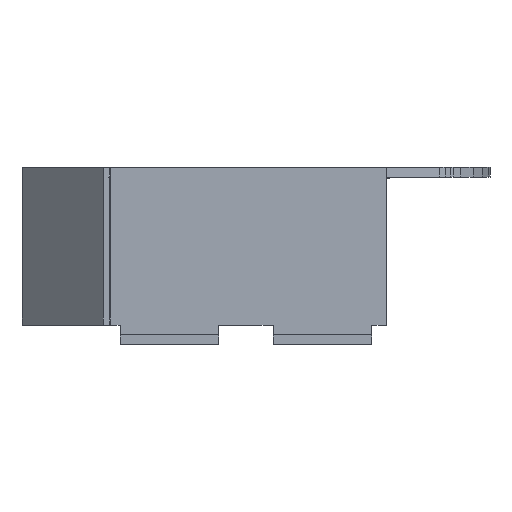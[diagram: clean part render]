
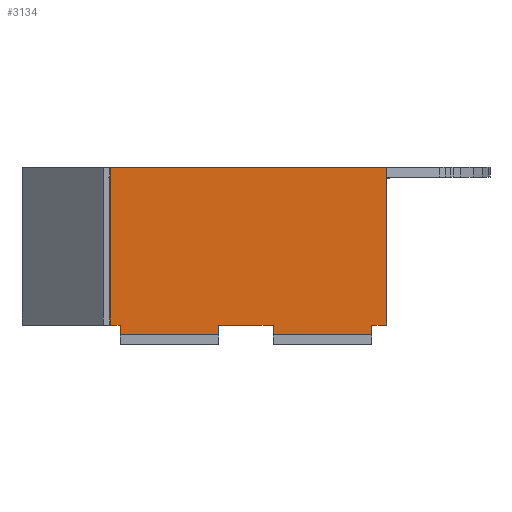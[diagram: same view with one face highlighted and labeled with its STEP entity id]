
A CAD part, left-side view. The second image highlights one B-rep face of the part: STEP entity #3134.
In plain terms, the highlighted planar face has unit normal (-1, 0, 0).
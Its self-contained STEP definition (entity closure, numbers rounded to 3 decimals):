
#88=VECTOR('',#89,1.);
#89=DIRECTION('',(0.,1.,0.));
#1514=VECTOR('',#1515,1.);
#1515=DIRECTION('',(0.,0.,-1.));
#1522=VECTOR('',#1523,1.);
#1523=DIRECTION('',(0.,0.,1.));
#1529=VECTOR('',#1530,1.);
#1530=DIRECTION('',(-0.,-1.,0.));
#1575=DIRECTION('',(-1.,-0.,0.));
#2538=VERTEX_POINT('',#2539);
#2539=CARTESIAN_POINT('',(-6.75,2.75,3.6));
#2543=EDGE_CURVE('',#2538,#2544,#2546,.T.);
#2544=VERTEX_POINT('',#2545);
#2545=CARTESIAN_POINT('',(-6.75,2.75,0.4));
#2546=LINE('',#2539,#1514);
#2558=EDGE_CURVE('',#2544,#2559,#2561,.T.);
#2559=VERTEX_POINT('',#2560);
#2560=CARTESIAN_POINT('',(-6.75,2.55,0.4));
#2561=LINE('',#2545,#1529);
#2572=EDGE_CURVE('',#2559,#2573,#2575,.T.);
#2573=VERTEX_POINT('',#2574);
#2574=CARTESIAN_POINT('',(-6.75,2.55,0.2));
#2575=LINE('',#2560,#1514);
#2606=VERTEX_POINT('',#2607);
#2607=CARTESIAN_POINT('',(-6.75,0.55,0.2));
#2610=EDGE_CURVE('',#2606,#2611,#2613,.T.);
#2611=VERTEX_POINT('',#2612);
#2612=CARTESIAN_POINT('',(-6.75,0.55,0.4));
#2613=LINE('',#2614,#1522);
#2614=CARTESIAN_POINT('',(-6.75,0.55,0.));
#2625=EDGE_CURVE('',#2611,#2626,#2628,.T.);
#2626=VERTEX_POINT('',#2627);
#2627=CARTESIAN_POINT('',(-6.75,-0.55,0.4));
#2628=LINE('',#2612,#1529);
#2639=EDGE_CURVE('',#2626,#2640,#2642,.T.);
#2640=VERTEX_POINT('',#2641);
#2641=CARTESIAN_POINT('',(-6.75,-0.55,0.2));
#2642=LINE('',#2627,#1514);
#2673=VERTEX_POINT('',#2674);
#2674=CARTESIAN_POINT('',(-6.75,-2.55,0.2));
#2677=EDGE_CURVE('',#2673,#2678,#2680,.T.);
#2678=VERTEX_POINT('',#2679);
#2679=CARTESIAN_POINT('',(-6.75,-2.55,0.4));
#2680=LINE('',#2681,#1522);
#2681=CARTESIAN_POINT('',(-6.75,-2.55,0.));
#2692=EDGE_CURVE('',#2678,#2693,#2695,.T.);
#2693=VERTEX_POINT('',#2694);
#2694=CARTESIAN_POINT('',(-6.75,-2.85,0.4));
#2695=LINE('',#2679,#1529);
#2706=EDGE_CURVE('',#2693,#2707,#2709,.T.);
#2707=VERTEX_POINT('',#2708);
#2708=CARTESIAN_POINT('',(-6.75,-2.85,3.6));
#2709=LINE('',#2694,#1522);
#3121=EDGE_CURVE('',#2707,#2538,#3122,.T.);
#3122=LINE('',#2708,#88);
#3134=ADVANCED_FACE('',(#3135),#3153,.T.);
#3135=FACE_BOUND('',#3136,.F.);
#3136=EDGE_LOOP('',(#3137,#3138,#3139,#3140,#3141,#3142,#3145,#3146,    #3147,#3148,#3151,#3152));
#3137=ORIENTED_EDGE('',*,*,#2543,.F.);
#3138=ORIENTED_EDGE('',*,*,#3121,.F.);
#3139=ORIENTED_EDGE('',*,*,#2706,.F.);
#3140=ORIENTED_EDGE('',*,*,#2692,.F.);
#3141=ORIENTED_EDGE('',*,*,#2677,.F.);
#3142=ORIENTED_EDGE('',*,*,#3143,.T.);
#3143=EDGE_CURVE('',#2673,#2640,#3144,.T.);
#3144=LINE('',#2674,#88);
#3145=ORIENTED_EDGE('',*,*,#2639,.F.);
#3146=ORIENTED_EDGE('',*,*,#2625,.F.);
#3147=ORIENTED_EDGE('',*,*,#2610,.F.);
#3148=ORIENTED_EDGE('',*,*,#3149,.T.);
#3149=EDGE_CURVE('',#2606,#2573,#3150,.T.);
#3150=LINE('',#2607,#88);
#3151=ORIENTED_EDGE('',*,*,#2572,.F.);
#3152=ORIENTED_EDGE('',*,*,#2558,.F.);
#3153=PLANE('',#3154);
#3154=AXIS2_PLACEMENT_3D('',#2539,#1575,#1523);
